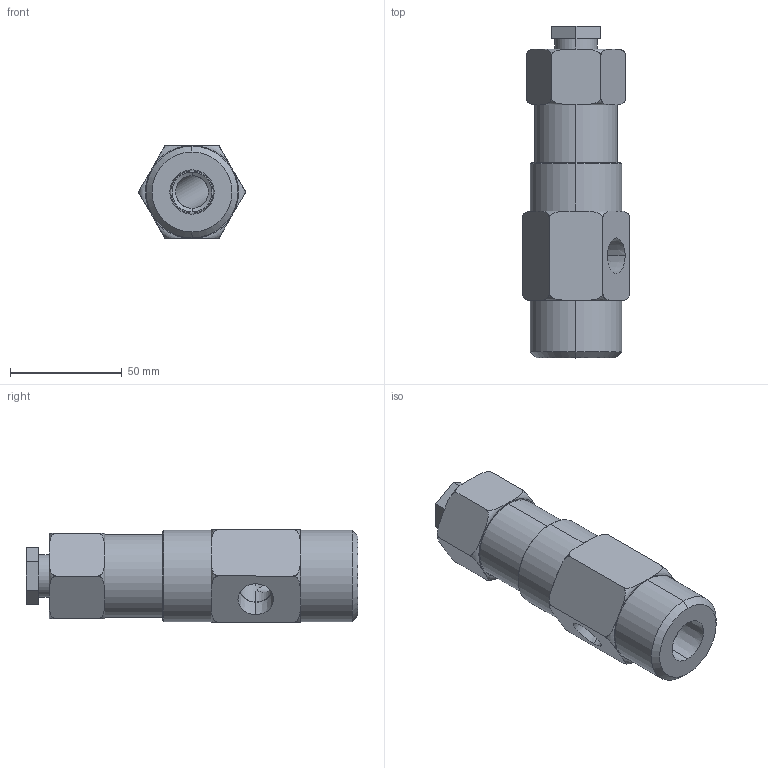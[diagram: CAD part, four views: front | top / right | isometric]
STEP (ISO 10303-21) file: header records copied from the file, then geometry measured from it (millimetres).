
FILE_DESCRIPTION (( 'STEP AP214' ), '1' );
FILE_NAME ('7001.STEP', '2008-08-01T14:51:14', ( ' ' ), ( ' ' ), 'SwSTEP 2.0', 'SolidWorks 2008', '' );
FILE_SCHEMA (( 'AUTOMOTIVE_DESIGN' ));
Length unit declared in the file: inch
Products named in the file (2): 7001; 7001.100
Assembly tree (1 placements, depth 2):
  7001
    7001.100
Bounding box: 47.9 x 148.23 x 41.48 mm (x, y, z)
Volume: 167414.3 mm3; surface area: 25403.5 mm2
Topology: 1 solids, 1 shells, 72 faces, 176 edges, 114 vertices
Faces by surface type: plane 29, torus 16, cylinder 15, cone 12
Entity records: 3287 total; most frequent: CARTESIAN_POINT 1346, ORIENTED_EDGE 352, DIRECTION 346, EDGE_CURVE 176, AXIS2_PLACEMENT_3D 138, VERTEX_POINT 114, EDGE_LOOP 84, ADVANCED_FACE 72
